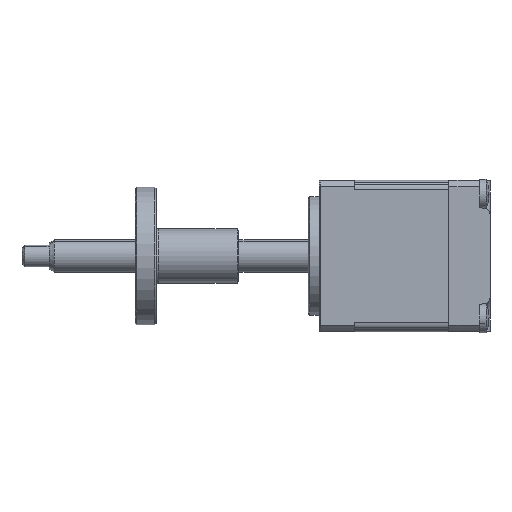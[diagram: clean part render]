
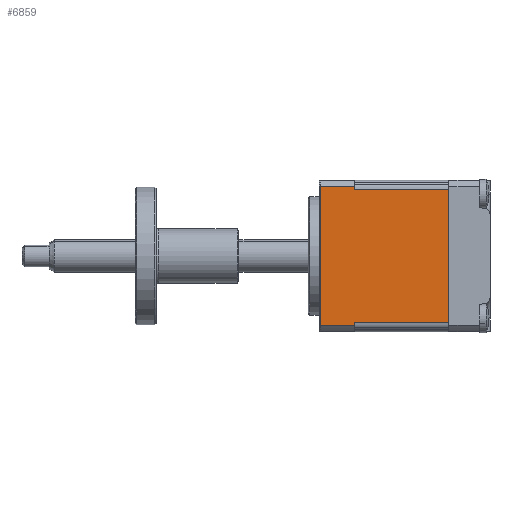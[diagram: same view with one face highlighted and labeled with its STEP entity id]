
A CAD part, left-side view. The second image highlights one B-rep face of the part: STEP entity #6859.
In plain terms, the highlighted planar face has unit normal (-1, 0, 0).
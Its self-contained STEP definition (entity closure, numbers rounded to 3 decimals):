
#440 = ORIENTED_EDGE ( 'NONE', *, *, #8489, .F. ) ;
#516 = CARTESIAN_POINT ( 'NONE',  ( -16.455, 7.776, 21.353 ) ) ;
#525 = VECTOR ( 'NONE', #2778, 1000. ) ;
#843 = VECTOR ( 'NONE', #6945, 1000. ) ;
#989 = EDGE_CURVE ( 'NONE', #5618, #5096, #7296, .T. ) ;
#1055 = VERTEX_POINT ( 'NONE', #516 ) ;
#1247 = EDGE_CURVE ( 'NONE', #5523, #1055, #4081, .T. ) ;
#1318 = CARTESIAN_POINT ( 'NONE',  ( -16.455, 7.776, 20.698 ) ) ;
#1401 = ORIENTED_EDGE ( 'NONE', *, *, #989, .T. ) ;
#1414 = FACE_OUTER_BOUND ( 'NONE', #11423, .T. ) ;
#1619 = ORIENTED_EDGE ( 'NONE', *, *, #1247, .F. ) ;
#1928 = CARTESIAN_POINT ( 'NONE',  ( -16.455, -9.724, 45.847 ) ) ;
#1989 = VECTOR ( 'NONE', #6467, 1000. ) ;
#2046 = DIRECTION ( 'NONE',  ( 0., 1., 0. ) ) ;
#2541 = LINE ( 'NONE', #1318, #11725 ) ;
#2778 = DIRECTION ( 'NONE',  ( 0., 0., -1. ) ) ;
#3078 = ORIENTED_EDGE ( 'NONE', *, *, #3980, .F. ) ;
#3406 = LINE ( 'NONE', #5074, #843 ) ;
#3599 = CARTESIAN_POINT ( 'NONE',  ( -16.455, 7.776, 46.502 ) ) ;
#3787 = CARTESIAN_POINT ( 'NONE',  ( -16.455, 14.076, 20.698 ) ) ;
#3839 = PLANE ( 'NONE',  #9482 ) ;
#3888 = LINE ( 'NONE', #10991, #8223 ) ;
#3904 = CARTESIAN_POINT ( 'NONE',  ( -16.455, 6.676, 46.502 ) ) ;
#3947 = DIRECTION ( 'NONE',  ( 0., 1., 0. ) ) ;
#3980 = EDGE_CURVE ( 'NONE', #4235, #4261, #6714, .T. ) ;
#4081 = LINE ( 'NONE', #4734, #11070 ) ;
#4235 = VERTEX_POINT ( 'NONE', #8339 ) ;
#4261 = VERTEX_POINT ( 'NONE', #3787 ) ;
#4734 = CARTESIAN_POINT ( 'NONE',  ( -16.455, -9.724, 21.353 ) ) ;
#4772 = DIRECTION ( 'NONE',  ( 1., 0., 0. ) ) ;
#5074 = CARTESIAN_POINT ( 'NONE',  ( -16.455, 14.076, 20.698 ) ) ;
#5096 = VERTEX_POINT ( 'NONE', #6381 ) ;
#5281 = CARTESIAN_POINT ( 'NONE',  ( -16.455, 7.776, 45.847 ) ) ;
#5523 = VERTEX_POINT ( 'NONE', #8089 ) ;
#5618 = VERTEX_POINT ( 'NONE', #3599 ) ;
#5826 = ORIENTED_EDGE ( 'NONE', *, *, #9749, .F. ) ;
#5930 = EDGE_CURVE ( 'NONE', #5096, #4261, #3406, .T. ) ;
#6381 = CARTESIAN_POINT ( 'NONE',  ( -16.455, 14.076, 46.502 ) ) ;
#6399 = EDGE_CURVE ( 'NONE', #5618, #9297, #8033, .T. ) ;
#6467 = DIRECTION ( 'NONE',  ( 0., 1., 0. ) ) ;
#6714 = LINE ( 'NONE', #10571, #6997 ) ;
#6859 = ADVANCED_FACE ( 'NONE', ( #1414 ), #3839, .F. ) ;
#6945 = DIRECTION ( 'NONE',  ( 0., 0., -1. ) ) ;
#6997 = VECTOR ( 'NONE', #11446, 1000. ) ;
#7296 = LINE ( 'NONE', #3904, #11512 ) ;
#7436 = DIRECTION ( 'NONE',  ( 0., 0., -1. ) ) ;
#8033 = LINE ( 'NONE', #11015, #525 ) ;
#8089 = CARTESIAN_POINT ( 'NONE',  ( -16.455, -9.724, 21.353 ) ) ;
#8223 = VECTOR ( 'NONE', #7436, 1000. ) ;
#8339 = CARTESIAN_POINT ( 'NONE',  ( -16.455, 7.776, 20.698 ) ) ;
#8489 = EDGE_CURVE ( 'NONE', #10206, #5523, #3888, .T. ) ;
#9085 = LINE ( 'NONE', #10904, #1989 ) ;
#9297 = VERTEX_POINT ( 'NONE', #5281 ) ;
#9482 = AXIS2_PLACEMENT_3D ( 'NONE', #1928, #4772, #11134 ) ;
#9749 = EDGE_CURVE ( 'NONE', #1055, #4235, #2541, .T. ) ;
#9837 = ORIENTED_EDGE ( 'NONE', *, *, #9910, .T. ) ;
#9910 = EDGE_CURVE ( 'NONE', #10206, #9297, #9085, .T. ) ;
#10206 = VERTEX_POINT ( 'NONE', #10449 ) ;
#10449 = CARTESIAN_POINT ( 'NONE',  ( -16.455, -9.724, 45.847 ) ) ;
#10555 = DIRECTION ( 'NONE',  ( 0., 0., -1. ) ) ;
#10571 = CARTESIAN_POINT ( 'NONE',  ( -16.455, 6.676, 20.698 ) ) ;
#10904 = CARTESIAN_POINT ( 'NONE',  ( -16.455, -9.724, 45.847 ) ) ;
#10991 = CARTESIAN_POINT ( 'NONE',  ( -16.455, -9.724, 45.847 ) ) ;
#11015 = CARTESIAN_POINT ( 'NONE',  ( -16.455, 7.776, 20.698 ) ) ;
#11064 = ORIENTED_EDGE ( 'NONE', *, *, #5930, .T. ) ;
#11070 = VECTOR ( 'NONE', #2046, 1000. ) ;
#11134 = DIRECTION ( 'NONE',  ( 0., 0., 1. ) ) ;
#11423 = EDGE_LOOP ( 'NONE', ( #9837, #11761, #1401, #11064, #3078, #5826, #1619, #440 ) ) ;
#11446 = DIRECTION ( 'NONE',  ( 0., 1., 0. ) ) ;
#11512 = VECTOR ( 'NONE', #3947, 1000. ) ;
#11725 = VECTOR ( 'NONE', #10555, 1000. ) ;
#11761 = ORIENTED_EDGE ( 'NONE', *, *, #6399, .F. ) ;
